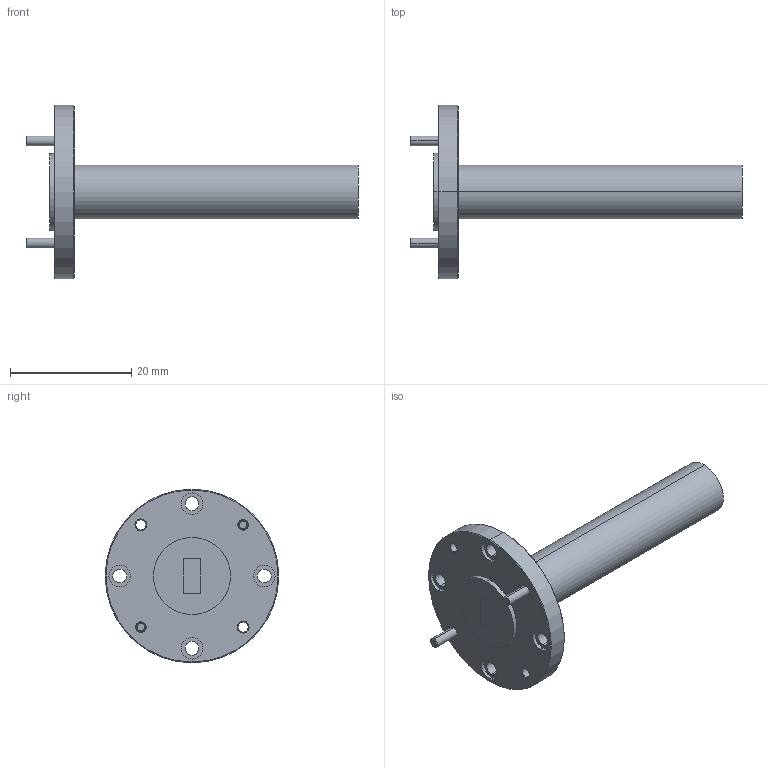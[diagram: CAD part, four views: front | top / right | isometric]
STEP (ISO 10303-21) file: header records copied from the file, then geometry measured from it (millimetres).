
FILE_DESCRIPTION (( 'STEP AP203' ), '1' );
FILE_NAME ('DMWL-22-401-1, df.STEP', '2017-08-07T21:08:06', ( '' ), ( '' ), 'SwSTEP 2.0', 'SolidWorks 2013', '' );
FILE_SCHEMA (( 'CONFIG_CONTROL_DESIGN' ));
Length unit declared in the file: inch
Products named in the file (1): DMWL-22-401-1, df
Bounding box: 54.67 x 28.57 x 28.57 mm (x, y, z)
Volume: 5052.3 mm3; surface area: 3105.8 mm2
Topology: 3 solids, 3 shells, 71 faces, 158 edges, 100 vertices
Faces by surface type: cylinder 34, cone 20, plane 17
Entity records: 2103 total; most frequent: DIRECTION 394, CARTESIAN_POINT 330, ORIENTED_EDGE 316, AXIS2_PLACEMENT_3D 164, EDGE_CURVE 158, VERTEX_POINT 100, EDGE_LOOP 94, CIRCLE 92
